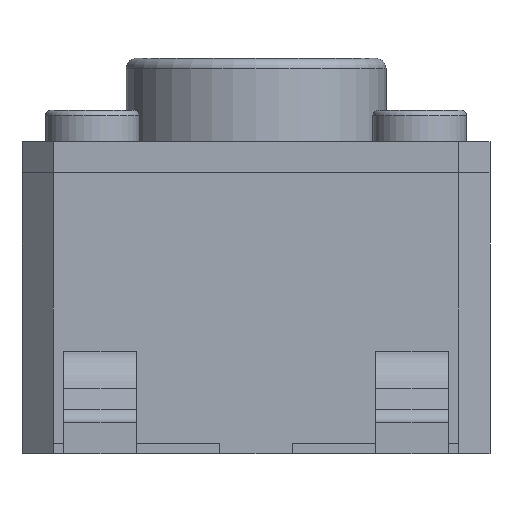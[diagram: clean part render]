
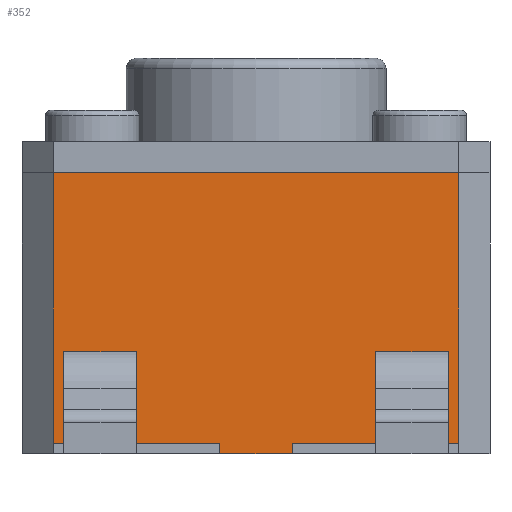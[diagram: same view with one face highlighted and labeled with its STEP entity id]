
A CAD part, left-side view. The second image highlights one B-rep face of the part: STEP entity #352.
In plain terms, the highlighted planar face has unit normal (-1, 0, 0).
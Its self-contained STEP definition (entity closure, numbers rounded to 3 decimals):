
#128 = VERTEX_POINT('',#129);
#129 = CARTESIAN_POINT('',(-2.25,0.35,0.));
#135 = EDGE_CURVE('',#128,#136,#138,.T.);
#136 = VERTEX_POINT('',#137);
#137 = CARTESIAN_POINT('',(-2.25,-0.35,0.));
#138 = LINE('',#139,#140);
#139 = CARTESIAN_POINT('',(-2.25,2.25,0.));
#140 = VECTOR('',#141,1.);
#141 = DIRECTION('',(0.,-1.,0.));
#255 = VERTEX_POINT('',#256);
#256 = CARTESIAN_POINT('',(-2.25,-1.95,2.7));
#262 = EDGE_CURVE('',#263,#255,#265,.T.);
#263 = VERTEX_POINT('',#264);
#264 = CARTESIAN_POINT('',(-2.25,-1.95,0.1));
#265 = LINE('',#266,#267);
#266 = CARTESIAN_POINT('',(-2.25,-1.95,0.));
#267 = VECTOR('',#268,1.);
#268 = DIRECTION('',(0.,0.,1.));
#334 = VERTEX_POINT('',#335);
#335 = CARTESIAN_POINT('',(-2.25,-0.35,0.1));
#341 = EDGE_CURVE('',#136,#334,#342,.T.);
#342 = LINE('',#343,#344);
#343 = CARTESIAN_POINT('',(-2.25,-0.35,0.));
#344 = VECTOR('',#345,1.);
#345 = DIRECTION('',(0.,0.,1.));
#352 = ADVANCED_FACE('',(#353,#394,#428),#462,.F.);
#353 = FACE_BOUND('',#354,.F.);
#354 = EDGE_LOOP('',(#355,#356,#364,#372,#380,#386,#387,#393));
#355 = ORIENTED_EDGE('',*,*,#135,.F.);
#356 = ORIENTED_EDGE('',*,*,#357,.T.);
#357 = EDGE_CURVE('',#128,#358,#360,.T.);
#358 = VERTEX_POINT('',#359);
#359 = CARTESIAN_POINT('',(-2.25,0.35,0.1));
#360 = LINE('',#361,#362);
#361 = CARTESIAN_POINT('',(-2.25,0.35,0.));
#362 = VECTOR('',#363,1.);
#363 = DIRECTION('',(0.,0.,1.));
#364 = ORIENTED_EDGE('',*,*,#365,.F.);
#365 = EDGE_CURVE('',#366,#358,#368,.T.);
#366 = VERTEX_POINT('',#367);
#367 = CARTESIAN_POINT('',(-2.25,1.95,0.1));
#368 = LINE('',#369,#370);
#369 = CARTESIAN_POINT('',(-2.25,1.95,0.1));
#370 = VECTOR('',#371,1.);
#371 = DIRECTION('',(0.,-1.,0.));
#372 = ORIENTED_EDGE('',*,*,#373,.T.);
#373 = EDGE_CURVE('',#366,#374,#376,.T.);
#374 = VERTEX_POINT('',#375);
#375 = CARTESIAN_POINT('',(-2.25,1.95,2.7));
#376 = LINE('',#377,#378);
#377 = CARTESIAN_POINT('',(-2.25,1.95,0.));
#378 = VECTOR('',#379,1.);
#379 = DIRECTION('',(0.,0.,1.));
#380 = ORIENTED_EDGE('',*,*,#381,.T.);
#381 = EDGE_CURVE('',#374,#255,#382,.T.);
#382 = LINE('',#383,#384);
#383 = CARTESIAN_POINT('',(-2.25,2.25,2.7));
#384 = VECTOR('',#385,1.);
#385 = DIRECTION('',(0.,-1.,0.));
#386 = ORIENTED_EDGE('',*,*,#262,.F.);
#387 = ORIENTED_EDGE('',*,*,#388,.F.);
#388 = EDGE_CURVE('',#334,#263,#389,.T.);
#389 = LINE('',#390,#391);
#390 = CARTESIAN_POINT('',(-2.25,-0.35,0.1));
#391 = VECTOR('',#392,1.);
#392 = DIRECTION('',(0.,-1.,0.));
#393 = ORIENTED_EDGE('',*,*,#341,.F.);
#394 = FACE_BOUND('',#395,.F.);
#395 = EDGE_LOOP('',(#396,#406,#414,#422));
#396 = ORIENTED_EDGE('',*,*,#397,.F.);
#397 = EDGE_CURVE('',#398,#400,#402,.T.);
#398 = VERTEX_POINT('',#399);
#399 = CARTESIAN_POINT('',(-2.25,1.85,0.61));
#400 = VERTEX_POINT('',#401);
#401 = CARTESIAN_POINT('',(-2.25,1.85,0.978));
#402 = LINE('',#403,#404);
#403 = CARTESIAN_POINT('',(-2.25,1.85,0.289));
#404 = VECTOR('',#405,1.);
#405 = DIRECTION('',(0.,0.,1.));
#406 = ORIENTED_EDGE('',*,*,#407,.T.);
#407 = EDGE_CURVE('',#398,#408,#410,.T.);
#408 = VERTEX_POINT('',#409);
#409 = CARTESIAN_POINT('',(-2.25,1.15,0.61));
#410 = LINE('',#411,#412);
#411 = CARTESIAN_POINT('',(-2.25,1.15,0.61));
#412 = VECTOR('',#413,1.);
#413 = DIRECTION('',(0.,-1.,0.));
#414 = ORIENTED_EDGE('',*,*,#415,.F.);
#415 = EDGE_CURVE('',#416,#408,#418,.T.);
#416 = VERTEX_POINT('',#417);
#417 = CARTESIAN_POINT('',(-2.25,1.15,0.978));
#418 = LINE('',#419,#420);
#419 = CARTESIAN_POINT('',(-2.25,1.15,0.289));
#420 = VECTOR('',#421,1.);
#421 = DIRECTION('',(0.,0.,-1.));
#422 = ORIENTED_EDGE('',*,*,#423,.F.);
#423 = EDGE_CURVE('',#400,#416,#424,.T.);
#424 = LINE('',#425,#426);
#425 = CARTESIAN_POINT('',(-2.25,1.15,0.978));
#426 = VECTOR('',#427,1.);
#427 = DIRECTION('',(0.,-1.,0.));
#428 = FACE_BOUND('',#429,.F.);
#429 = EDGE_LOOP('',(#430,#440,#448,#456));
#430 = ORIENTED_EDGE('',*,*,#431,.F.);
#431 = EDGE_CURVE('',#432,#434,#436,.T.);
#432 = VERTEX_POINT('',#433);
#433 = CARTESIAN_POINT('',(-2.25,-1.15,0.61));
#434 = VERTEX_POINT('',#435);
#435 = CARTESIAN_POINT('',(-2.25,-1.15,0.978));
#436 = LINE('',#437,#438);
#437 = CARTESIAN_POINT('',(-2.25,-1.15,0.289));
#438 = VECTOR('',#439,1.);
#439 = DIRECTION('',(0.,0.,1.));
#440 = ORIENTED_EDGE('',*,*,#441,.T.);
#441 = EDGE_CURVE('',#432,#442,#444,.T.);
#442 = VERTEX_POINT('',#443);
#443 = CARTESIAN_POINT('',(-2.25,-1.85,0.61));
#444 = LINE('',#445,#446);
#445 = CARTESIAN_POINT('',(-2.25,-1.85,0.61));
#446 = VECTOR('',#447,1.);
#447 = DIRECTION('',(0.,-1.,0.));
#448 = ORIENTED_EDGE('',*,*,#449,.F.);
#449 = EDGE_CURVE('',#450,#442,#452,.T.);
#450 = VERTEX_POINT('',#451);
#451 = CARTESIAN_POINT('',(-2.25,-1.85,0.978));
#452 = LINE('',#453,#454);
#453 = CARTESIAN_POINT('',(-2.25,-1.85,0.289));
#454 = VECTOR('',#455,1.);
#455 = DIRECTION('',(0.,0.,-1.));
#456 = ORIENTED_EDGE('',*,*,#457,.F.);
#457 = EDGE_CURVE('',#434,#450,#458,.T.);
#458 = LINE('',#459,#460);
#459 = CARTESIAN_POINT('',(-2.25,-1.85,0.978));
#460 = VECTOR('',#461,1.);
#461 = DIRECTION('',(0.,-1.,0.));
#462 = PLANE('',#463);
#463 = AXIS2_PLACEMENT_3D('',#464,#465,#466);
#464 = CARTESIAN_POINT('',(-2.25,2.25,0.));
#465 = DIRECTION('',(1.,0.,0.));
#466 = DIRECTION('',(0.,-1.,0.));
